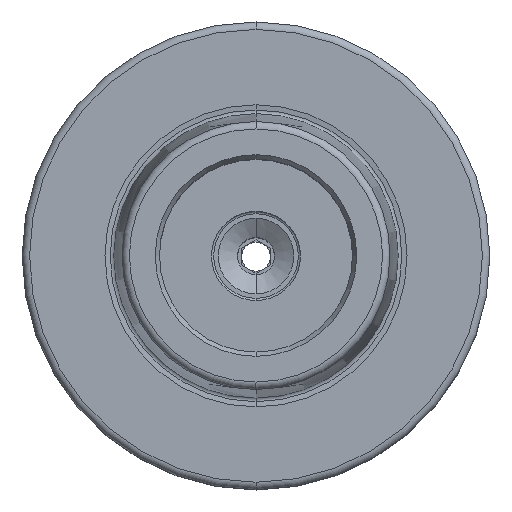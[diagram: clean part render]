
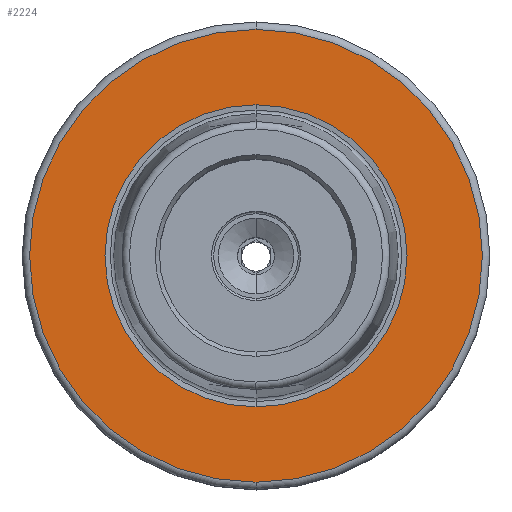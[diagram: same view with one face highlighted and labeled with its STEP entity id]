
A CAD part, top view. The second image highlights one B-rep face of the part: STEP entity #2224.
In plain terms, the highlighted planar face has unit normal (0, 0, 1).
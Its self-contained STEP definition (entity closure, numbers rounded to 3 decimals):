
#605=CARTESIAN_POINT('',(0,0,26));
#606=DIRECTION('',(0,0,1));
#607=DIRECTION('',(0,1,0));
#608=AXIS2_PLACEMENT_3D('',#605,#606,#607);
#610=CARTESIAN_POINT('',(0,0,26));
#611=DIRECTION('',(0,0,1));
#612=DIRECTION('',(0,-1,0));
#613=AXIS2_PLACEMENT_3D('',#610,#611,#612);
#623=CARTESIAN_POINT('',(0,0,26));
#624=DIRECTION('',(0,0,1));
#625=DIRECTION('',(0,1,0));
#626=AXIS2_PLACEMENT_3D('',#623,#624,#625);
#628=CARTESIAN_POINT('',(0,0,26));
#629=DIRECTION('',(0,0,-1));
#630=DIRECTION('',(0,1,0));
#631=AXIS2_PLACEMENT_3D('',#628,#629,#630);
#1037=CARTESIAN_POINT('',(0,20.344,26));
#1039=VERTEX_POINT('',#1037);
#1067=CARTESIAN_POINT('',(0,-20.344,26));
#1069=VERTEX_POINT('',#1067);
#1113=CARTESIAN_POINT('',(0,30.5,26));
#1114=CARTESIAN_POINT('',(0,-30.5,26));
#1115=VERTEX_POINT('',#1113);
#1116=VERTEX_POINT('',#1114);
#2208=CARTESIAN_POINT('',(0,0,26));
#2209=DIRECTION('',(0,0,-1));
#2210=DIRECTION('',(0,-1,0));
#2211=AXIS2_PLACEMENT_3D('',#2208,#2209,#2210);
#2212=PLANE('',#2211);
#2214=ORIENTED_EDGE('',*,*,#2213,.F.);
#2215=ORIENTED_EDGE('',*,*,#2198,.F.);
#2216=EDGE_LOOP('',(#2214,#2215));
#2217=FACE_OUTER_BOUND('',#2216,.F.);
#2219=ORIENTED_EDGE('',*,*,#2218,.T.);
#2221=ORIENTED_EDGE('',*,*,#2220,.F.);
#2222=EDGE_LOOP('',(#2219,#2221));
#2223=FACE_BOUND('',#2222,.F.);
#2224=ADVANCED_FACE('',(#2217,#2223),#2212,.F.);
#609=CIRCLE('',#608,30.5);
#614=CIRCLE('',#613,30.5);
#627=CIRCLE('',#626,20.344);
#632=CIRCLE('',#631,20.344);
#2198=EDGE_CURVE('',#1116,#1115,#614,.T.);
#2213=EDGE_CURVE('',#1115,#1116,#609,.T.);
#2218=EDGE_CURVE('',#1039,#1069,#627,.T.);
#2220=EDGE_CURVE('',#1039,#1069,#632,.T.);
